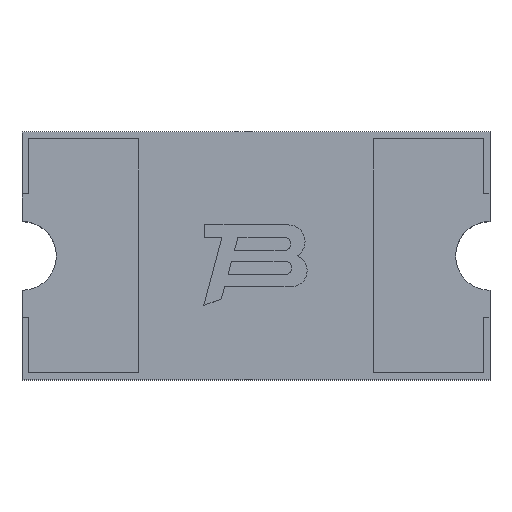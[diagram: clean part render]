
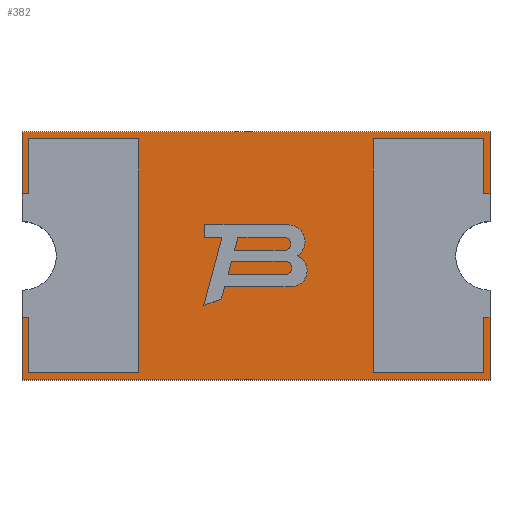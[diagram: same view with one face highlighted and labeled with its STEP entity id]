
A CAD part, top view. The second image highlights one B-rep face of the part: STEP entity #382.
In plain terms, the highlighted planar face has unit normal (0, 0, 1).
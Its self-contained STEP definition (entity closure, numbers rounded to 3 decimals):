
#382=ADVANCED_FACE('',(#1920),#1922,.T.);
#1920=FACE_BOUND('',#1921,.T.);
#1921=EDGE_LOOP('',(#3131,#3132,#3133,#3134,#3135,#3136,#3137,#3138));
#1922=PLANE('',#1923);
#1923=AXIS2_PLACEMENT_3D('',#1924,#1925,#1926);
#1924=CARTESIAN_POINT('',(0.,0.,1.05));
#1925=DIRECTION('',(0.,0.,1.));
#1926=DIRECTION('',(1.,0.,0.));
#3131=ORIENTED_EDGE('',*,*,#4036,.T.);
#3132=ORIENTED_EDGE('',*,*,#4037,.T.);
#3133=ORIENTED_EDGE('',*,*,#4038,.T.);
#3134=ORIENTED_EDGE('',*,*,#4027,.T.);
#3135=ORIENTED_EDGE('',*,*,#4035,.T.);
#3136=ORIENTED_EDGE('',*,*,#4039,.T.);
#3137=ORIENTED_EDGE('',*,*,#4040,.T.);
#3138=ORIENTED_EDGE('',*,*,#4041,.T.);
#4027=EDGE_CURVE('',#4572,#4570,#4573,.T.);
#4035=EDGE_CURVE('',#4570,#4584,#4586,.T.);
#4036=EDGE_CURVE('',#4587,#4588,#4589,.T.);
#4037=EDGE_CURVE('',#4588,#4590,#4591,.T.);
#4038=EDGE_CURVE('',#4590,#4572,#4592,.T.);
#4039=EDGE_CURVE('',#4584,#4593,#4594,.T.);
#4040=EDGE_CURVE('',#4593,#4595,#4596,.T.);
#4041=EDGE_CURVE('',#4595,#4587,#4597,.T.);
#4570=VERTEX_POINT('',#5559);
#4572=VERTEX_POINT('',#5563);
#4573=CIRCLE('',#5564,0.3);
#4584=VERTEX_POINT('',#5591);
#4586=LINE('',#5595,#5596);
#4587=VERTEX_POINT('',#5598);
#4588=VERTEX_POINT('',#5599);
#4589=LINE('',#5600,#5601);
#4590=VERTEX_POINT('',#5603);
#4591=LINE('',#5604,#5605);
#4592=LINE('',#5607,#5608);
#4593=VERTEX_POINT('',#5610);
#4594=LINE('',#5611,#5612);
#4595=VERTEX_POINT('',#5614);
#4596=LINE('',#5615,#5616);
#4597=CIRCLE('',#5618,0.3);
#5559=CARTESIAN_POINT('',(-1.7,-0.3,1.05));
#5563=CARTESIAN_POINT('',(-1.7,0.3,1.05));
#5564=AXIS2_PLACEMENT_3D('',#5565,#5566,#5567);
#5565=CARTESIAN_POINT('',(-1.7,0.,1.05));
#5566=DIRECTION('',(0.,0.,-1.));
#5567=DIRECTION('',(0.,1.,0.));
#5591=CARTESIAN_POINT('',(-1.7,-0.9,1.05));
#5595=CARTESIAN_POINT('',(-1.7,-0.3,1.05));
#5596=VECTOR('',#5597,1.);
#5597=DIRECTION('',(0.,-1.,0.));
#5598=CARTESIAN_POINT('',(1.7,0.3,1.05));
#5599=CARTESIAN_POINT('',(1.7,0.9,1.05));
#5600=CARTESIAN_POINT('',(1.7,0.3,1.05));
#5601=VECTOR('',#5602,1.);
#5602=DIRECTION('',(0.,1.,0.));
#5603=CARTESIAN_POINT('',(-1.7,0.9,1.05));
#5604=CARTESIAN_POINT('',(1.7,0.9,1.05));
#5605=VECTOR('',#5606,1.);
#5606=DIRECTION('',(-1.,0.,0.));
#5607=CARTESIAN_POINT('',(-1.7,0.9,1.05));
#5608=VECTOR('',#5609,1.);
#5609=DIRECTION('',(0.,-1.,0.));
#5610=CARTESIAN_POINT('',(1.7,-0.9,1.05));
#5611=CARTESIAN_POINT('',(-1.7,-0.9,1.05));
#5612=VECTOR('',#5613,1.);
#5613=DIRECTION('',(1.,0.,0.));
#5614=CARTESIAN_POINT('',(1.7,-0.3,1.05));
#5615=CARTESIAN_POINT('',(1.7,-0.9,1.05));
#5616=VECTOR('',#5617,1.);
#5617=DIRECTION('',(0.,1.,0.));
#5618=AXIS2_PLACEMENT_3D('',#5619,#5620,#5621);
#5619=CARTESIAN_POINT('',(1.7,0.,1.05));
#5620=DIRECTION('',(0.,0.,-1.));
#5621=DIRECTION('',(0.,-1.,0.));
